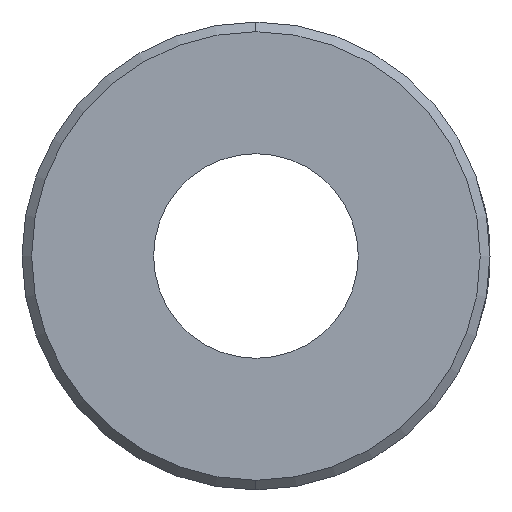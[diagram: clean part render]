
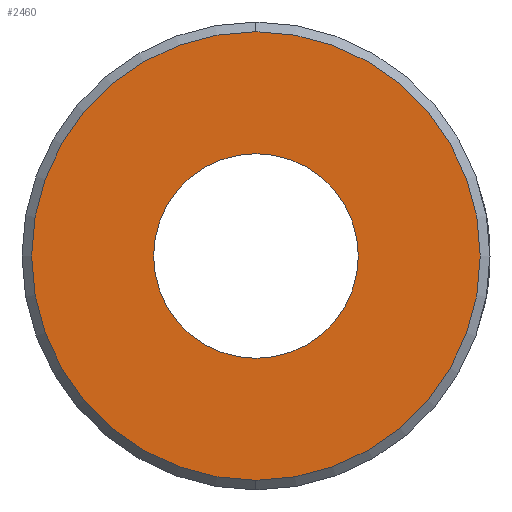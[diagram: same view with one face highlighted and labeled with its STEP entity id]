
A CAD part, front view. The second image highlights one B-rep face of the part: STEP entity #2460.
In plain terms, the highlighted planar face has unit normal (0, -1, 0).
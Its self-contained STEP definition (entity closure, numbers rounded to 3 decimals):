
#6 = DIRECTION ( 'NONE',  ( 0., 0., 1. ) ) ;
#10 = EDGE_LOOP ( 'NONE', ( #1121, #1229 ) ) ;
#25 = CIRCLE ( 'NONE', #1857, 19.176 ) ;
#32 = DIRECTION ( 'NONE',  ( 0., 0., 1. ) ) ;
#60 = AXIS2_PLACEMENT_3D ( 'NONE', #1946, #1535, #200 ) ;
#105 = ORIENTED_EDGE ( 'NONE', *, *, #2202, .T. ) ;
#115 = EDGE_CURVE ( 'NONE', #835, #2106, #796, .T. ) ;
#160 = CARTESIAN_POINT ( 'NONE',  ( 0., -7.5, 0. ) ) ;
#167 = CARTESIAN_POINT ( 'NONE',  ( 0., -7.5, 0. ) ) ;
#180 = VERTEX_POINT ( 'NONE', #426 ) ;
#200 = DIRECTION ( 'NONE',  ( 0., 0., 1. ) ) ;
#409 = EDGE_CURVE ( 'NONE', #180, #2424, #1525, .T. ) ;
#426 = CARTESIAN_POINT ( 'NONE',  ( 0., -7.5, -8.75 ) ) ;
#584 = CARTESIAN_POINT ( 'NONE',  ( 0., -7.5, 19.176 ) ) ;
#796 = CIRCLE ( 'NONE', #995, 19.176 ) ;
#835 = VERTEX_POINT ( 'NONE', #2258 ) ;
#911 = FACE_OUTER_BOUND ( 'NONE', #1147, .T. ) ;
#933 = AXIS2_PLACEMENT_3D ( 'NONE', #950, #1931, #32 ) ;
#950 = CARTESIAN_POINT ( 'NONE',  ( 0., -7.5, 0. ) ) ;
#995 = AXIS2_PLACEMENT_3D ( 'NONE', #167, #1713, #6 ) ;
#1121 = ORIENTED_EDGE ( 'NONE', *, *, #2129, .T. ) ;
#1147 = EDGE_LOOP ( 'NONE', ( #105, #2417 ) ) ;
#1229 = ORIENTED_EDGE ( 'NONE', *, *, #409, .T. ) ;
#1433 = DIRECTION ( 'NONE',  ( 0., 0., 1. ) ) ;
#1525 = CIRCLE ( 'NONE', #1764, 8.75 ) ;
#1535 = DIRECTION ( 'NONE',  ( 0., 1., 0. ) ) ;
#1576 = CIRCLE ( 'NONE', #933, 8.75 ) ;
#1673 = PLANE ( 'NONE',  #60 ) ;
#1684 = FACE_BOUND ( 'NONE', #10, .T. ) ;
#1713 = DIRECTION ( 'NONE',  ( 0., -1., 0. ) ) ;
#1764 = AXIS2_PLACEMENT_3D ( 'NONE', #160, #2266, #1858 ) ;
#1776 = CARTESIAN_POINT ( 'NONE',  ( 0., -7.5, 0. ) ) ;
#1834 = CARTESIAN_POINT ( 'NONE',  ( 0., -7.5, 8.75 ) ) ;
#1857 = AXIS2_PLACEMENT_3D ( 'NONE', #1776, #2347, #1433 ) ;
#1858 = DIRECTION ( 'NONE',  ( 0., 0., 1. ) ) ;
#1931 = DIRECTION ( 'NONE',  ( 0., 1., 0. ) ) ;
#1946 = CARTESIAN_POINT ( 'NONE',  ( 0., -7.5, 0. ) ) ;
#2106 = VERTEX_POINT ( 'NONE', #584 ) ;
#2129 = EDGE_CURVE ( 'NONE', #2424, #180, #1576, .T. ) ;
#2202 = EDGE_CURVE ( 'NONE', #2106, #835, #25, .T. ) ;
#2258 = CARTESIAN_POINT ( 'NONE',  ( 0., -7.5, -19.176 ) ) ;
#2266 = DIRECTION ( 'NONE',  ( 0., 1., 0. ) ) ;
#2347 = DIRECTION ( 'NONE',  ( 0., -1., 0. ) ) ;
#2417 = ORIENTED_EDGE ( 'NONE', *, *, #115, .T. ) ;
#2424 = VERTEX_POINT ( 'NONE', #1834 ) ;
#2460 = ADVANCED_FACE ( 'NONE', ( #911, #1684 ), #1673, .F. ) ;
